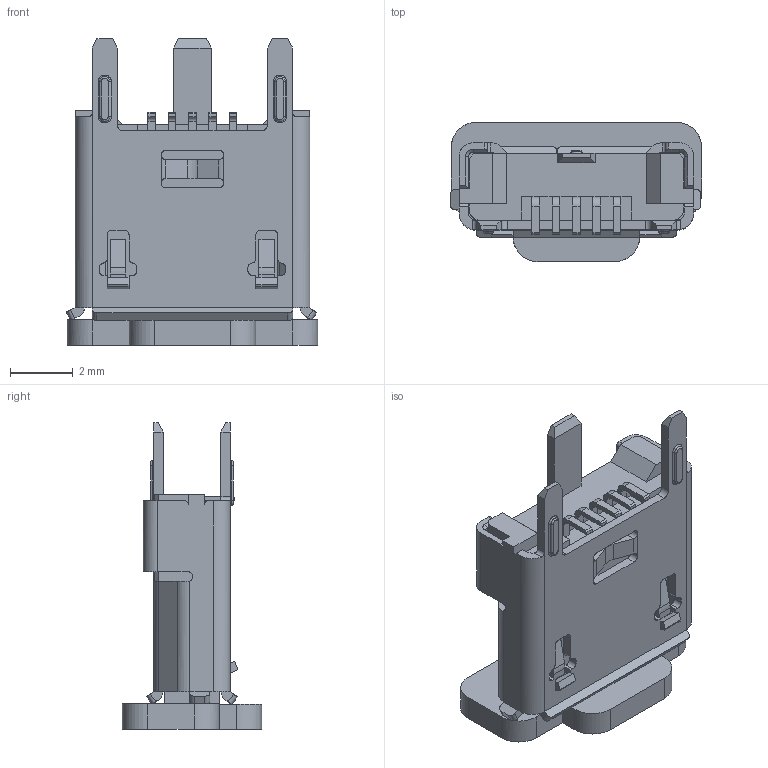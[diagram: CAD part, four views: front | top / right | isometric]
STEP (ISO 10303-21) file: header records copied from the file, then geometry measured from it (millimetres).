
FILE_DESCRIPTION (( 'STEP AP214' ), '1' );
FILE_NAME ('1051330011.STEP', '2018-07-01T15:17:23', ( '' ), ( '' ), 'SwSTEP 2.0', 'SolidWorks 2016', '' );
FILE_SCHEMA (( 'AUTOMOTIVE_DESIGN' ));
Length unit declared in the file: millimetre
Products named in the file (1): 1051330011
Bounding box: 8.03 x 4.45 x 9.8 mm (x, y, z)
Volume: 126 mm3; surface area: 415 mm2
Topology: 1 solids, 1 shells, 397 faces, 1161 edges, 751 vertices
Faces by surface type: plane 257, cylinder 126, bspline 12, cone 2
Entity records: 15040 total; most frequent: CARTESIAN_POINT 4025, ORIENTED_EDGE 2322, DIRECTION 1676, EDGE_CURVE 1161, VECTOR 830, LINE 830, VERTEX_POINT 751, AXIS2_PLACEMENT_3D 423
